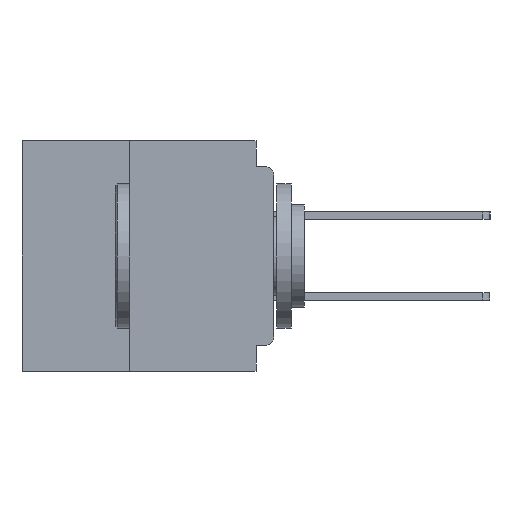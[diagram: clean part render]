
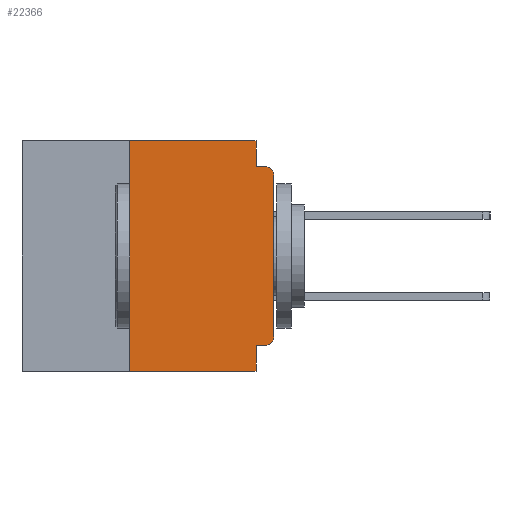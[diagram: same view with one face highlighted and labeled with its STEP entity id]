
A CAD part, left-side view. The second image highlights one B-rep face of the part: STEP entity #22366.
In plain terms, the highlighted planar face has unit normal (-1, 0, 0).
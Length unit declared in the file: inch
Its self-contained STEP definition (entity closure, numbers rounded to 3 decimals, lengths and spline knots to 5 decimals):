
#481 = EDGE_CURVE ( 'NONE', #15611, #11297, #11237, .T. ) ;
#1415 = CARTESIAN_POINT ( 'NONE',  ( 0., 0.031, 0. ) ) ;
#1478 = VECTOR ( 'NONE', #30069, 39.37008 ) ;
#1518 = EDGE_CURVE ( 'NONE', #22177, #20055, #4405, .T. ) ;
#2098 = DIRECTION ( 'NONE',  ( 1., 0., 0. ) ) ;
#3833 = VECTOR ( 'NONE', #25869, 39.37008 ) ;
#3994 = VERTEX_POINT ( 'NONE', #5975 ) ;
#4337 = LINE ( 'NONE', #18165, #12759 ) ;
#4405 = LINE ( 'NONE', #43975, #31994 ) ;
#4811 = CARTESIAN_POINT ( 'NONE',  ( 0., 0.25, 0. ) ) ;
#5367 = DIRECTION ( 'NONE',  ( 0., 1., 0. ) ) ;
#5434 = LINE ( 'NONE', #31825, #13851 ) ;
#5546 = CARTESIAN_POINT ( 'NONE',  ( 0., 0.437, 0. ) ) ;
#5818 = VECTOR ( 'NONE', #17864, 39.37008 ) ;
#5975 = CARTESIAN_POINT ( 'NONE',  ( 0., 0.031, -0.045 ) ) ;
#6997 = ORIENTED_EDGE ( 'NONE', *, *, #37842, .F. ) ;
#7224 = AXIS2_PLACEMENT_3D ( 'NONE', #5546, #2098, #27334 ) ;
#7241 = CARTESIAN_POINT ( 'NONE',  ( 0., 0.437, 0. ) ) ;
#7773 = CARTESIAN_POINT ( 'NONE',  ( 0., 0.015, -0.045 ) ) ;
#10040 = EDGE_CURVE ( 'NONE', #11297, #16347, #5434, .T. ) ;
#10699 = CARTESIAN_POINT ( 'NONE',  ( 0., 0.015, -0.355 ) ) ;
#11237 = CIRCLE ( 'NONE', #45242, 0.015 ) ;
#11297 = VERTEX_POINT ( 'NONE', #17416 ) ;
#12200 = CARTESIAN_POINT ( 'NONE',  ( 0., 0.015, -0.34 ) ) ;
#12759 = VECTOR ( 'NONE', #36020, 39.37008 ) ;
#12769 = ORIENTED_EDGE ( 'NONE', *, *, #42289, .T. ) ;
#13360 = LINE ( 'NONE', #32868, #3833 ) ;
#13851 = VECTOR ( 'NONE', #35391, 39.37008 ) ;
#14687 = DIRECTION ( 'NONE',  ( 0., 0., -1. ) ) ;
#14828 = EDGE_CURVE ( 'NONE', #16619, #3994, #39691, .T. ) ;
#14930 = DIRECTION ( 'NONE',  ( -1., 0., 0. ) ) ;
#15216 = CARTESIAN_POINT ( 'NONE',  ( 0., 0., -0.06 ) ) ;
#15611 = VERTEX_POINT ( 'NONE', #10699 ) ;
#16347 = VERTEX_POINT ( 'NONE', #15216 ) ;
#16619 = VERTEX_POINT ( 'NONE', #45490 ) ;
#17416 = CARTESIAN_POINT ( 'NONE',  ( 0., 0., -0.34 ) ) ;
#17534 = CARTESIAN_POINT ( 'NONE',  ( 0., 0.031, -0.355 ) ) ;
#17864 = DIRECTION ( 'NONE',  ( 0., 0., 1. ) ) ;
#17921 = LINE ( 'NONE', #7241, #19061 ) ;
#18165 = CARTESIAN_POINT ( 'NONE',  ( 0., 0.031, -0.4 ) ) ;
#18372 = ORIENTED_EDGE ( 'NONE', *, *, #26362, .F. ) ;
#18549 = EDGE_LOOP ( 'NONE', ( #41118, #12769, #44351, #24375, #29780, #40382, #42193, #18372, #6997, #45291 ) ) ;
#19061 = VECTOR ( 'NONE', #28849, 39.37008 ) ;
#20055 = VERTEX_POINT ( 'NONE', #22063 ) ;
#22063 = CARTESIAN_POINT ( 'NONE',  ( 0., 0.031, -0.4 ) ) ;
#22177 = VERTEX_POINT ( 'NONE', #25922 ) ;
#22366 = ADVANCED_FACE ( 'NONE', ( #35870 ), #45117, .F. ) ;
#22832 = LINE ( 'NONE', #33802, #40719 ) ;
#24375 = ORIENTED_EDGE ( 'NONE', *, *, #14828, .F. ) ;
#25117 = CARTESIAN_POINT ( 'NONE',  ( 0., 0.25, -0.4 ) ) ;
#25869 = DIRECTION ( 'NONE',  ( 0., -1., 0. ) ) ;
#25922 = CARTESIAN_POINT ( 'NONE',  ( 0., 0.25, -0.4 ) ) ;
#26218 = VERTEX_POINT ( 'NONE', #17534 ) ;
#26362 = EDGE_CURVE ( 'NONE', #26218, #20055, #4337, .T. ) ;
#26399 = CIRCLE ( 'NONE', #28908, 0.015 ) ;
#27334 = DIRECTION ( 'NONE',  ( 0., 0., -1. ) ) ;
#27927 = VERTEX_POINT ( 'NONE', #7773 ) ;
#28288 = EDGE_CURVE ( 'NONE', #22177, #33470, #44030, .T. ) ;
#28849 = DIRECTION ( 'NONE',  ( 0., -1., 0. ) ) ;
#28908 = AXIS2_PLACEMENT_3D ( 'NONE', #36458, #14930, #40079 ) ;
#29780 = ORIENTED_EDGE ( 'NONE', *, *, #42205, .F. ) ;
#30069 = DIRECTION ( 'NONE',  ( 0., 0., -1. ) ) ;
#31825 = CARTESIAN_POINT ( 'NONE',  ( 0., 0., 0. ) ) ;
#31994 = VECTOR ( 'NONE', #43135, 39.37008 ) ;
#32868 = CARTESIAN_POINT ( 'NONE',  ( 0., 0., -0.045 ) ) ;
#33470 = VERTEX_POINT ( 'NONE', #4811 ) ;
#33735 = DIRECTION ( 'NONE',  ( -1., 0., 0. ) ) ;
#33802 = CARTESIAN_POINT ( 'NONE',  ( 0., 0., -0.355 ) ) ;
#35391 = DIRECTION ( 'NONE',  ( 0., 0., 1. ) ) ;
#35870 = FACE_OUTER_BOUND ( 'NONE', #18549, .T. ) ;
#36020 = DIRECTION ( 'NONE',  ( 0., 0., -1. ) ) ;
#36458 = CARTESIAN_POINT ( 'NONE',  ( 0., 0.015, -0.06 ) ) ;
#37842 = EDGE_CURVE ( 'NONE', #15611, #26218, #22832, .T. ) ;
#39691 = LINE ( 'NONE', #1415, #1478 ) ;
#40079 = DIRECTION ( 'NONE',  ( 0., 0., -1. ) ) ;
#40382 = ORIENTED_EDGE ( 'NONE', *, *, #28288, .F. ) ;
#40719 = VECTOR ( 'NONE', #5367, 39.37008 ) ;
#41118 = ORIENTED_EDGE ( 'NONE', *, *, #10040, .T. ) ;
#42193 = ORIENTED_EDGE ( 'NONE', *, *, #1518, .T. ) ;
#42205 = EDGE_CURVE ( 'NONE', #33470, #16619, #17921, .T. ) ;
#42289 = EDGE_CURVE ( 'NONE', #16347, #27927, #26399, .T. ) ;
#42309 = EDGE_CURVE ( 'NONE', #3994, #27927, #13360, .T. ) ;
#43135 = DIRECTION ( 'NONE',  ( 0., -1., 0. ) ) ;
#43975 = CARTESIAN_POINT ( 'NONE',  ( 0., 0.437, -0.4 ) ) ;
#44030 = LINE ( 'NONE', #25117, #5818 ) ;
#44351 = ORIENTED_EDGE ( 'NONE', *, *, #42309, .F. ) ;
#45117 = PLANE ( 'NONE',  #7224 ) ;
#45242 = AXIS2_PLACEMENT_3D ( 'NONE', #12200, #33735, #14687 ) ;
#45291 = ORIENTED_EDGE ( 'NONE', *, *, #481, .T. ) ;
#45490 = CARTESIAN_POINT ( 'NONE',  ( 0., 0.031, 0. ) ) ;
